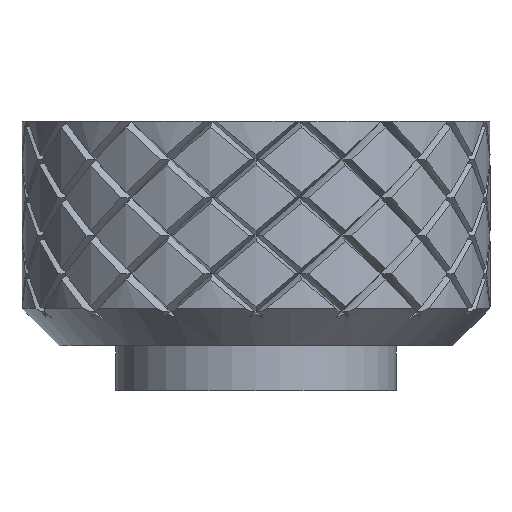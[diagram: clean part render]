
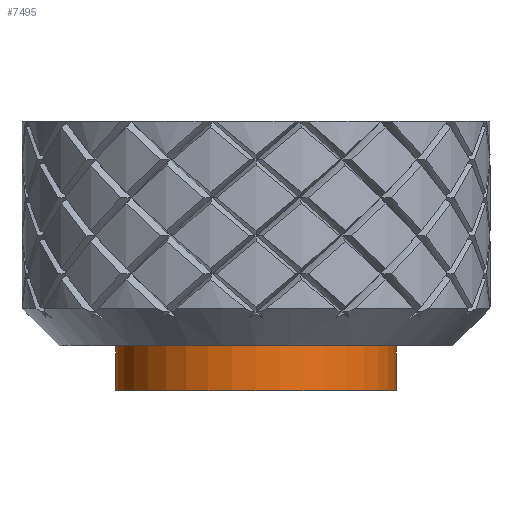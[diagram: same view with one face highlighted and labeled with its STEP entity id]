
A CAD part, front view. The second image highlights one B-rep face of the part: STEP entity #7495.
In plain terms, the highlighted cylindrical face has radius 7.5 mm (diameter 15 mm), a full revolution.
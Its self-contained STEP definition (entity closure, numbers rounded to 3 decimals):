
#24=LINE('',#20332,#30);
#30=VECTOR('',#7917,7.5);
#69=CIRCLE('',#7636,7.5);
#70=CIRCLE('',#7637,7.5);
#168=CYLINDRICAL_SURFACE('',#7635,7.5);
#717=FACE_OUTER_BOUND('',#1269,.T.);
#1269=EDGE_LOOP('',(#6483,#6484,#6485,#6486));
#3007=VERTEX_POINT('',#20329);
#3008=VERTEX_POINT('',#20331);
#4167=EDGE_CURVE('',#3007,#3007,#69,.T.);
#4168=EDGE_CURVE('',#3007,#3008,#24,.T.);
#4169=EDGE_CURVE('',#3008,#3008,#70,.T.);
#6483=ORIENTED_EDGE('',*,*,#4167,.F.);
#6484=ORIENTED_EDGE('',*,*,#4168,.T.);
#6485=ORIENTED_EDGE('',*,*,#4169,.F.);
#6486=ORIENTED_EDGE('',*,*,#4168,.F.);
#7495=ADVANCED_FACE('',(#717),#168,.T.);
#7635=AXIS2_PLACEMENT_3D('',#20328,#7913,#7914);
#7636=AXIS2_PLACEMENT_3D('',#20330,#7915,#7916);
#7637=AXIS2_PLACEMENT_3D('',#20333,#7918,#7919);
#7913=DIRECTION('center_axis',(0.,0.,-1.));
#7914=DIRECTION('ref_axis',(1.,0.,0.));
#7915=DIRECTION('center_axis',(0.,0.,
-1.));
#7916=DIRECTION('ref_axis',(1.,0.,0.));
#7917=DIRECTION('',(0.,0.,1.));
#7918=DIRECTION('center_axis',(0.,0.,
1.));
#7919=DIRECTION('ref_axis',(1.,0.,0.));
#20328=CARTESIAN_POINT('Origin',(197.241,-73.187,19.346));
#20329=CARTESIAN_POINT('',(189.741,-73.187,16.946));
#20330=CARTESIAN_POINT('Origin',(197.241,-73.187,16.946));
#20331=CARTESIAN_POINT('',(189.741,-73.187,19.346));
#20332=CARTESIAN_POINT('',(189.741,-73.187,19.346));
#20333=CARTESIAN_POINT('Origin',(197.241,-73.187,19.346));
